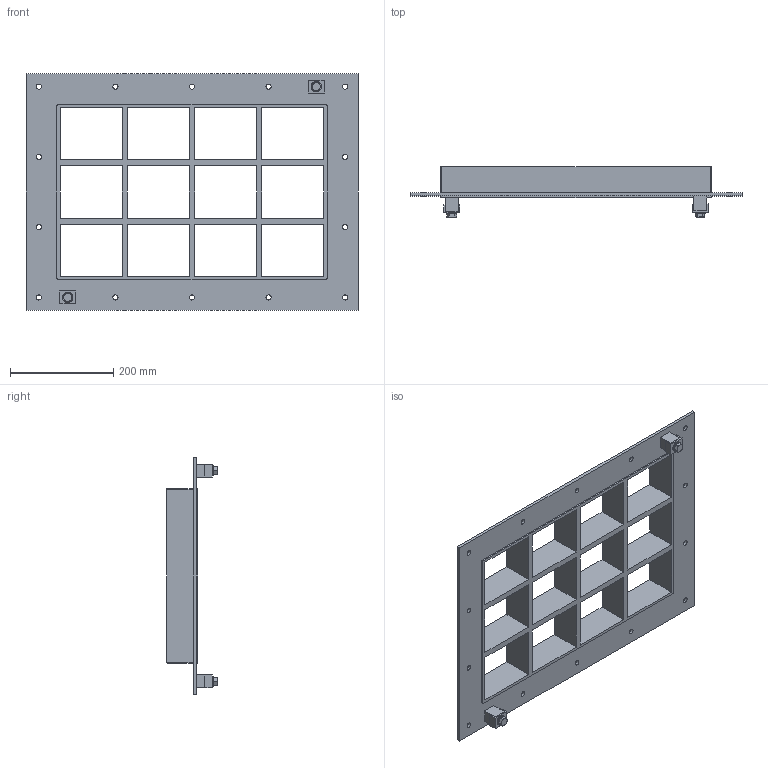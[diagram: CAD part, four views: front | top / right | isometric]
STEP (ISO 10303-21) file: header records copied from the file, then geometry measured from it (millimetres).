
FILE_DESCRIPTION((''),'2;1');
FILE_NAME('GHBG2+2+2X4.stp','2014-03-11T21:15:25',(''),(''),'Autodesk Inventor 2013','Autodesk Inventor 2013','');
FILE_SCHEMA(('AUTOMOTIVE_DESIGN { 1 0 10303 214 1 1 1 1 }'));
Length unit declared in the file: millimetre
Products named in the file (1): roxtec GH_BG
Bounding box: 644 x 97.91 x 459 mm (x, y, z)
Volume: 2644092.2 mm3; surface area: 744230.1 mm2
Topology: 9 solids, 9 shells, 165 faces, 436 edges, 295 vertices
Faces by surface type: plane 120, cylinder 35, cone 10
Full cylindrical faces by diameter (mm): 8.376 x2, 10 x16, 11 x4, 14.75 x2, 20 x2
Entity records: 4895 total; most frequent: CARTESIAN_POINT 861, DIRECTION 775, ORIENTED_EDGE 770, EDGE_CURVE 385, VECTOR 291, LINE 291, VERTEX_POINT 274, EDGE_LOOP 261
